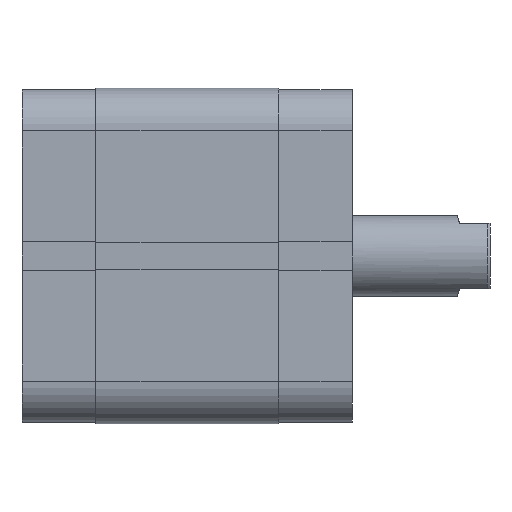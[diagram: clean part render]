
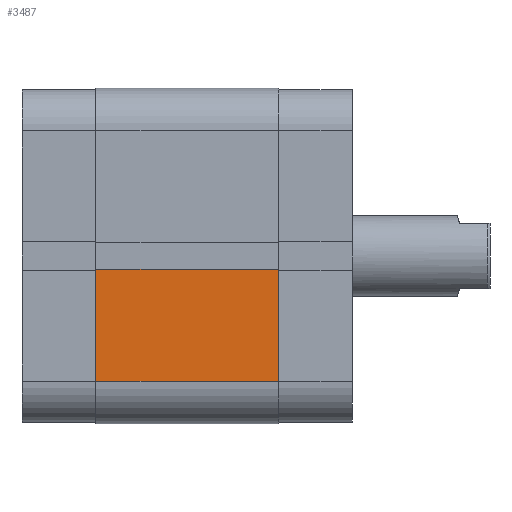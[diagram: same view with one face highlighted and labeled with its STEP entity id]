
A CAD part, front view. The second image highlights one B-rep face of the part: STEP entity #3487.
In plain terms, the highlighted planar face has unit normal (0, -1, 0).
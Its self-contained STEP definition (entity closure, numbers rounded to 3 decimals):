
#170 = LINE ( 'NONE', #2499, #185 ) ;
#180 = VECTOR ( 'NONE', #2513, 1000. ) ;
#183 = LINE ( 'NONE', #2504, #184 ) ;
#184 = VECTOR ( 'NONE', #2505, 1000. ) ;
#185 = VECTOR ( 'NONE', #2507, 1000. ) ;
#190 = LINE ( 'NONE', #2503, #180 ) ;
#192 = LINE ( 'NONE', #2514, #193 ) ;
#193 = VECTOR ( 'NONE', #2515, 1000. ) ;
#1346 = PLANE ( 'NONE',  #4242 ) ;
#1350 = CARTESIAN_POINT ( 'NONE',  ( 0., -33.5, 36.5 ) ) ;
#1358 = DIRECTION ( 'NONE',  ( 0., 1., 0. ) ) ;
#1359 = DIRECTION ( 'NONE',  ( 0., 0., 1. ) ) ;
#2499 = CARTESIAN_POINT ( 'NONE',  ( -2.6, -33.5, 36.5 ) ) ;
#2503 = CARTESIAN_POINT ( 'NONE',  ( -25., -33.5, 36.5 ) ) ;
#2504 = CARTESIAN_POINT ( 'NONE',  ( 0., -33.5, 0. ) ) ;
#2505 = DIRECTION ( 'NONE',  ( 1., 0., 0. ) ) ;
#2507 = DIRECTION ( 'NONE',  ( 0., 0., -1. ) ) ;
#2513 = DIRECTION ( 'NONE',  ( 0., 0., -1. ) ) ;
#2514 = CARTESIAN_POINT ( 'NONE',  ( 0., -33.5, 36.5 ) ) ;
#2515 = DIRECTION ( 'NONE',  ( 1., 0., 0. ) ) ;
#3080 = CARTESIAN_POINT ( 'NONE',  ( -2.6, -33.5, 0. ) ) ;
#3082 = CARTESIAN_POINT ( 'NONE',  ( -2.6, -33.5, 36.5 ) ) ;
#3107 = CARTESIAN_POINT ( 'NONE',  ( -25., -33.5, 0. ) ) ;
#3119 = CARTESIAN_POINT ( 'NONE',  ( -25., -33.5, 36.5 ) ) ;
#3487 = ADVANCED_FACE ( 'NONE', ( #5474 ), #1346, .F. ) ;
#3889 = EDGE_CURVE ( 'NONE', #6152, #6125, #183, .T. ) ;
#3890 = EDGE_CURVE ( 'NONE', #6127, #6125, #170, .T. ) ;
#3893 = EDGE_CURVE ( 'NONE', #6164, #6152, #190, .T. ) ;
#3894 = EDGE_CURVE ( 'NONE', #6164, #6127, #192, .T. ) ;
#4242 = AXIS2_PLACEMENT_3D ( 'NONE', #1350, #1358, #1359 ) ;
#4799 = ORIENTED_EDGE ( 'NONE', *, *, #3893, .T. ) ;
#4800 = ORIENTED_EDGE ( 'NONE', *, *, #3894, .F. ) ;
#4801 = ORIENTED_EDGE ( 'NONE', *, *, #3890, .F. ) ;
#4802 = ORIENTED_EDGE ( 'NONE', *, *, #3889, .T. ) ;
#5055 = EDGE_LOOP ( 'NONE', ( #4802, #4801, #4800, #4799 ) ) ;
#5474 = FACE_OUTER_BOUND ( 'NONE', #5055, .T. ) ;
#6125 = VERTEX_POINT ( 'NONE', #3080 ) ;
#6127 = VERTEX_POINT ( 'NONE', #3082 ) ;
#6152 = VERTEX_POINT ( 'NONE', #3107 ) ;
#6164 = VERTEX_POINT ( 'NONE', #3119 ) ;
